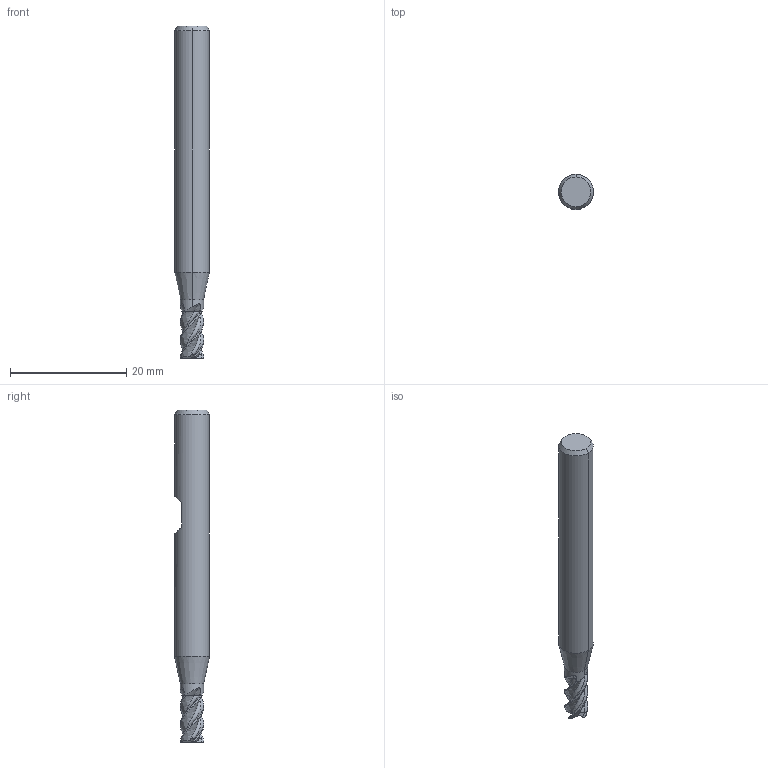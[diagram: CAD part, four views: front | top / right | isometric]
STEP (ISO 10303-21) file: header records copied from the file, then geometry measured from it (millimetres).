
FILE_DESCRIPTION(('no description'),'unknown implementation level');
FILE_NAME('BCU1-M02-0104-4-Detail.stp',' ',('CIMSOURCE GmbH'),('CADClick - KiM GmbH - www.kimweb.de'),'unknown preprocess','ACIS','unknown authorization');
FILE_SCHEMA(('automotive_design'));
Length unit declared in the file: millimetre
Products named in the file (2): NOCUT; CUT
Bounding box: 6 x 6 x 57 mm (x, y, z)
Volume: 1340.7 mm3; surface area: 1061.3 mm2
Topology: 2 solids, 2 shells, 96 faces, 265 edges, 173 vertices
Faces by surface type: bspline 32, plane 26, cone 18, revolution 16, cylinder 4
Entity records: 14164 total; most frequent: CARTESIAN_POINT 9074, STYLED_ITEM 536, PRESENTATION_STYLE_ASSIGNMENT 536, COLOUR_RGB 536, ORIENTED_EDGE 530, DIRECTION 287, EDGE_CURVE 265, CURVE_STYLE 265
